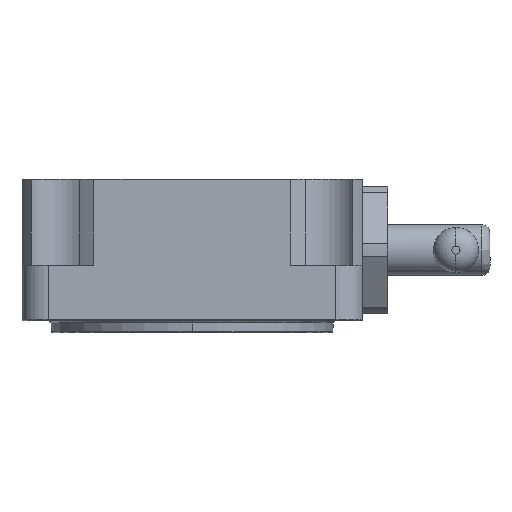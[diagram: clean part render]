
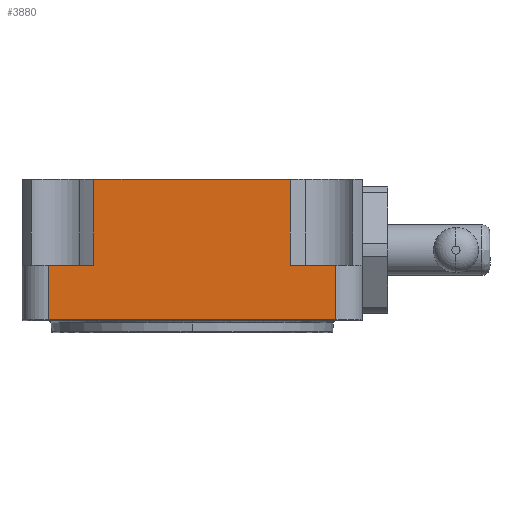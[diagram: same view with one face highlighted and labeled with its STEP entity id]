
A CAD part, left-side view. The second image highlights one B-rep face of the part: STEP entity #3880.
In plain terms, the highlighted planar face has unit normal (-1, 0, 0).
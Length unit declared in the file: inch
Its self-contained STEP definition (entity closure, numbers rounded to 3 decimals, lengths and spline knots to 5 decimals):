
#4 = CARTESIAN_POINT ( 'NONE',  ( -1., -0.57735, 0.9 ) ) ;
#79 = VECTOR ( 'NONE', #3932, 39.37008 ) ;
#102 = VERTEX_POINT ( 'NONE', #2998 ) ;
#239 = LINE ( 'NONE', #2425, #2342 ) ;
#379 = DIRECTION ( 'NONE',  ( 0., 0., -1. ) ) ;
#523 = CARTESIAN_POINT ( 'NONE',  ( -1., -0.844, 0.07 ) ) ;
#582 = DIRECTION ( 'NONE',  ( -1., 0., 0. ) ) ;
#677 = EDGE_LOOP ( 'NONE', ( #4520, #2987, #1645, #2638, #1985, #4651, #3713, #998 ) ) ;
#778 = EDGE_CURVE ( 'NONE', #5114, #102, #1536, .T. ) ;
#811 = LINE ( 'NONE', #1600, #1469 ) ;
#879 = EDGE_CURVE ( 'NONE', #5551, #3822, #4893, .T. ) ;
#998 = ORIENTED_EDGE ( 'NONE', *, *, #4374, .F. ) ;
#1017 = CARTESIAN_POINT ( 'NONE',  ( -1., 0.844, 0.395 ) ) ;
#1021 = VERTEX_POINT ( 'NONE', #2796 ) ;
#1041 = AXIS2_PLACEMENT_3D ( 'NONE', #523, #582, #1452 ) ;
#1154 = EDGE_CURVE ( 'NONE', #3010, #5551, #4364, .T. ) ;
#1248 = DIRECTION ( 'NONE',  ( 0., 1., 0. ) ) ;
#1452 = DIRECTION ( 'NONE',  ( 0., 0., 1. ) ) ;
#1469 = VECTOR ( 'NONE', #379, 39.37008 ) ;
#1536 = LINE ( 'NONE', #1628, #3138 ) ;
#1600 = CARTESIAN_POINT ( 'NONE',  ( -1., -0.57735, 34.12 ) ) ;
#1628 = CARTESIAN_POINT ( 'NONE',  ( -1., -0.844, 0.07 ) ) ;
#1645 = ORIENTED_EDGE ( 'NONE', *, *, #879, .T. ) ;
#1734 = VECTOR ( 'NONE', #3872, 39.37008 ) ;
#1947 = EDGE_CURVE ( 'NONE', #3082, #5114, #4171, .T. ) ;
#1985 = ORIENTED_EDGE ( 'NONE', *, *, #1947, .T. ) ;
#1995 = CARTESIAN_POINT ( 'NONE',  ( -1., -0.844, 0.075 ) ) ;
#2103 = CARTESIAN_POINT ( 'NONE',  ( -1., -0.844, 0.075 ) ) ;
#2179 = EDGE_CURVE ( 'NONE', #3822, #3082, #3496, .T. ) ;
#2181 = CARTESIAN_POINT ( 'NONE',  ( -1., 0., 0.9 ) ) ;
#2342 = VECTOR ( 'NONE', #2922, 39.37008 ) ;
#2347 = VECTOR ( 'NONE', #2602, 39.37008 ) ;
#2425 = CARTESIAN_POINT ( 'NONE',  ( -1., -0.844, 0.395 ) ) ;
#2575 = VECTOR ( 'NONE', #1248, 39.37008 ) ;
#2588 = CARTESIAN_POINT ( 'NONE',  ( -1., 0.844, 0.07 ) ) ;
#2602 = DIRECTION ( 'NONE',  ( 0., -1., 0. ) ) ;
#2638 = ORIENTED_EDGE ( 'NONE', *, *, #2179, .T. ) ;
#2785 = VECTOR ( 'NONE', #3291, 39.37008 ) ;
#2796 = CARTESIAN_POINT ( 'NONE',  ( -1., -0.57735, 0.395 ) ) ;
#2821 = CARTESIAN_POINT ( 'NONE',  ( -1., 0.57735, 0.9 ) ) ;
#2829 = VERTEX_POINT ( 'NONE', #4 ) ;
#2922 = DIRECTION ( 'NONE',  ( 0., 1., 0. ) ) ;
#2987 = ORIENTED_EDGE ( 'NONE', *, *, #1154, .T. ) ;
#2998 = CARTESIAN_POINT ( 'NONE',  ( -1., -0.844, 0.395 ) ) ;
#3010 = VERTEX_POINT ( 'NONE', #2821 ) ;
#3082 = VERTEX_POINT ( 'NONE', #5357 ) ;
#3138 = VECTOR ( 'NONE', #3443, 39.37008 ) ;
#3291 = DIRECTION ( 'NONE',  ( 0., -1., 0. ) ) ;
#3443 = DIRECTION ( 'NONE',  ( 0., 0., 1. ) ) ;
#3489 = EDGE_CURVE ( 'NONE', #102, #1021, #239, .T. ) ;
#3496 = LINE ( 'NONE', #2588, #79 ) ;
#3668 = EDGE_CURVE ( 'NONE', #3010, #2829, #4787, .T. ) ;
#3713 = ORIENTED_EDGE ( 'NONE', *, *, #3489, .T. ) ;
#3822 = VERTEX_POINT ( 'NONE', #1017 ) ;
#3872 = DIRECTION ( 'NONE',  ( 0., 0., -1. ) ) ;
#3880 = ADVANCED_FACE ( 'NONE', ( #4144 ), #5339, .T. ) ;
#3932 = DIRECTION ( 'NONE',  ( 0., 0., -1. ) ) ;
#4144 = FACE_OUTER_BOUND ( 'NONE', #677, .T. ) ;
#4171 = LINE ( 'NONE', #1995, #2785 ) ;
#4333 = CARTESIAN_POINT ( 'NONE',  ( -1., 0.57735, 0.07 ) ) ;
#4364 = LINE ( 'NONE', #4333, #1734 ) ;
#4374 = EDGE_CURVE ( 'NONE', #2829, #1021, #811, .T. ) ;
#4462 = CARTESIAN_POINT ( 'NONE',  ( -1., 0.57735, 0.395 ) ) ;
#4520 = ORIENTED_EDGE ( 'NONE', *, *, #3668, .F. ) ;
#4651 = ORIENTED_EDGE ( 'NONE', *, *, #778, .T. ) ;
#4787 = LINE ( 'NONE', #2181, #2347 ) ;
#4893 = LINE ( 'NONE', #5218, #2575 ) ;
#5114 = VERTEX_POINT ( 'NONE', #2103 ) ;
#5218 = CARTESIAN_POINT ( 'NONE',  ( -1., -0.844, 0.395 ) ) ;
#5339 = PLANE ( 'NONE',  #1041 ) ;
#5357 = CARTESIAN_POINT ( 'NONE',  ( -1., 0.844, 0.075 ) ) ;
#5551 = VERTEX_POINT ( 'NONE', #4462 ) ;
